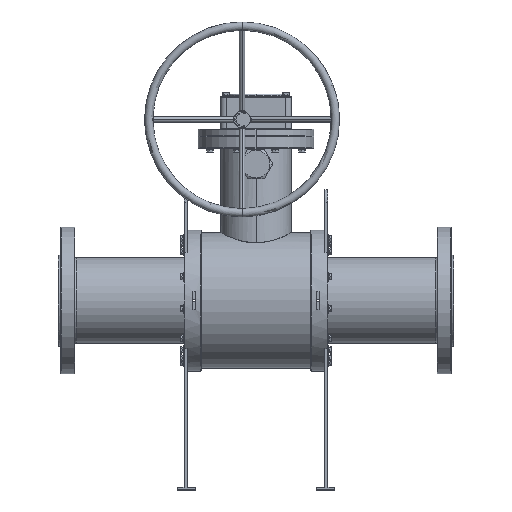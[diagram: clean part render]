
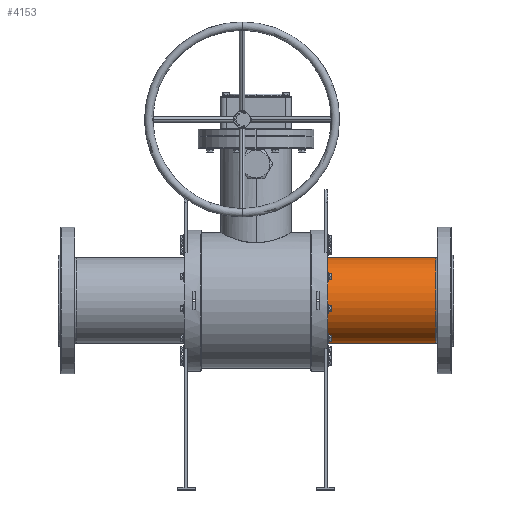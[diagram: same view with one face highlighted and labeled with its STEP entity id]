
A CAD part, top view. The second image highlights one B-rep face of the part: STEP entity #4153.
In plain terms, the highlighted cylindrical face has radius 153.5 mm (diameter 307 mm), a partial arc.
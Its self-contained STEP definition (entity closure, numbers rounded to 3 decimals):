
#634 = ORIENTED_EDGE ( 'NONE', *, *, #7877, .F. ) ;
#1112 = CARTESIAN_POINT ( 'NONE',  ( 257.5, 0., 0. ) ) ;
#1231 = DIRECTION ( 'NONE',  ( -1., 0., 0. ) ) ;
#3046 = CARTESIAN_POINT ( 'NONE',  ( -711., 0., 0. ) ) ;
#3199 = DIRECTION ( 'NONE',  ( 0., 0., -1. ) ) ;
#3668 = EDGE_LOOP ( 'NONE', ( #19392, #24802, #10118, #634 ) ) ;
#3706 = LINE ( 'NONE', #8035, #16573 ) ;
#4153 = ADVANCED_FACE ( 'NONE', ( #11954 ), #13623, .T. ) ;
#5784 = AXIS2_PLACEMENT_3D ( 'NONE', #3046, #1231, #16112 ) ;
#6912 = VECTOR ( 'NONE', #18940, 1000. ) ;
#7116 = CARTESIAN_POINT ( 'NONE',  ( 257.5, 153.5, 0. ) ) ;
#7263 = CARTESIAN_POINT ( 'NONE',  ( 257.5, -153.5, 0. ) ) ;
#7522 = CARTESIAN_POINT ( 'NONE',  ( 646., -153.5, 0. ) ) ;
#7877 = EDGE_CURVE ( 'NONE', #25003, #27143, #3706, .T. ) ;
#8035 = CARTESIAN_POINT ( 'NONE',  ( -711., -153.5, 0. ) ) ;
#9939 = DIRECTION ( 'NONE',  ( 0., 1., 0. ) ) ;
#10118 = ORIENTED_EDGE ( 'NONE', *, *, #18037, .T. ) ;
#11156 = EDGE_CURVE ( 'NONE', #25003, #13166, #20816, .T. ) ;
#11954 = FACE_OUTER_BOUND ( 'NONE', #3668, .T. ) ;
#13166 = VERTEX_POINT ( 'NONE', #27055 ) ;
#13623 = CYLINDRICAL_SURFACE ( 'NONE', #5784, 153.5 ) ;
#13642 = DIRECTION ( 'NONE',  ( 1., 0., 0. ) ) ;
#14145 = DIRECTION ( 'NONE',  ( -1., 0., 0. ) ) ;
#14643 = CARTESIAN_POINT ( 'NONE',  ( -711., 153.5, 0. ) ) ;
#15920 = DIRECTION ( 'NONE',  ( -1., 0., 0. ) ) ;
#16112 = DIRECTION ( 'NONE',  ( 0., -1., 0. ) ) ;
#16573 = VECTOR ( 'NONE', #14145, 1000. ) ;
#18037 = EDGE_CURVE ( 'NONE', #23836, #27143, #24255, .T. ) ;
#18101 = EDGE_CURVE ( 'NONE', #13166, #23836, #19486, .T. ) ;
#18940 = DIRECTION ( 'NONE',  ( -1., 0., 0. ) ) ;
#19392 = ORIENTED_EDGE ( 'NONE', *, *, #11156, .T. ) ;
#19478 = AXIS2_PLACEMENT_3D ( 'NONE', #22042, #15920, #9939 ) ;
#19486 = LINE ( 'NONE', #14643, #6912 ) ;
#20816 = CIRCLE ( 'NONE', #19478, 153.5 ) ;
#22042 = CARTESIAN_POINT ( 'NONE',  ( 646., 0., 0. ) ) ;
#23836 = VERTEX_POINT ( 'NONE', #7116 ) ;
#24255 = CIRCLE ( 'NONE', #25536, 153.5 ) ;
#24802 = ORIENTED_EDGE ( 'NONE', *, *, #18101, .T. ) ;
#25003 = VERTEX_POINT ( 'NONE', #7522 ) ;
#25536 = AXIS2_PLACEMENT_3D ( 'NONE', #1112, #13642, #3199 ) ;
#27055 = CARTESIAN_POINT ( 'NONE',  ( 646., 153.5, 0. ) ) ;
#27143 = VERTEX_POINT ( 'NONE', #7263 ) ;
